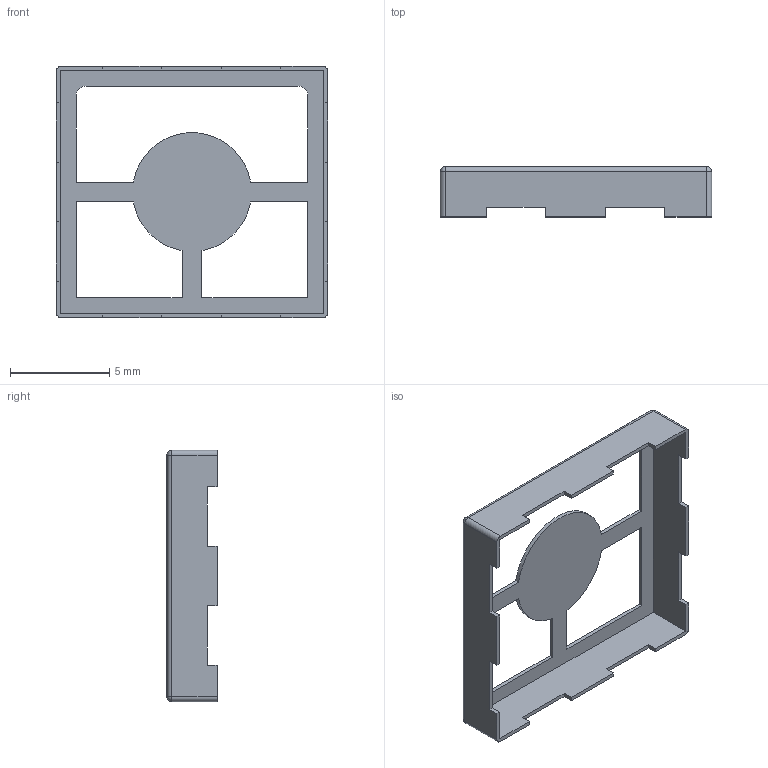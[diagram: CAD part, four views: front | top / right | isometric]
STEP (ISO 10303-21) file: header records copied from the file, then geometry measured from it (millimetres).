
FILE_DESCRIPTION(/* description */ (''),/* implementation_level */ '2;1');
FILE_NAME(/* name */ 'BMI-S-201-F.step',/* time_stamp */ '2017-02-25T22:11:33-08:00',/* author */ (''),/* organization */ (''),/* preprocessor_version */ 'ST-DEVELOPER v16.5',/* originating_system */ 'Autodesk Translation Framework v5.2.0.2920',/* authorisation */ '');
FILE_SCHEMA (('AUTOMOTIVE_DESIGN { 1 0 10303 214 3 1 1 }'));
Length unit declared in the file: millimetre
Products named in the file (1): BMI-S-201-F v1
Bounding box: 13.7 x 2.54 x 12.7 mm (x, y, z)
Volume: 38.2 mm3; surface area: 410 mm2
Topology: 1 solids, 1 shells, 72 faces, 198 edges, 128 vertices
Faces by surface type: plane 55, cylinder 13, sphere 4
Entity records: 2286 total; most frequent: CARTESIAN_POINT 399, ORIENTED_EDGE 396, DIRECTION 370, EDGE_CURVE 198, LINE 172, VECTOR 172, VERTEX_POINT 128, AXIS2_PLACEMENT_3D 99
